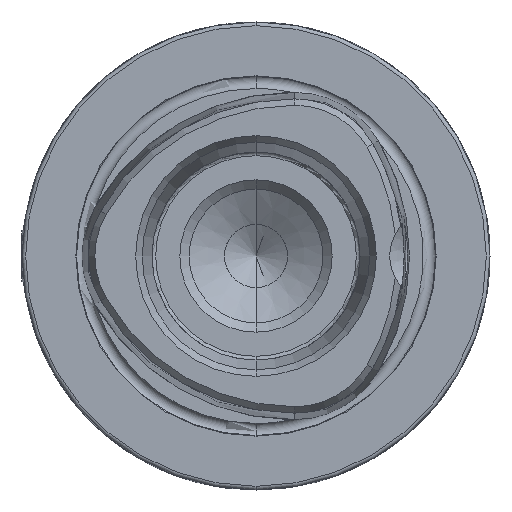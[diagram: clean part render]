
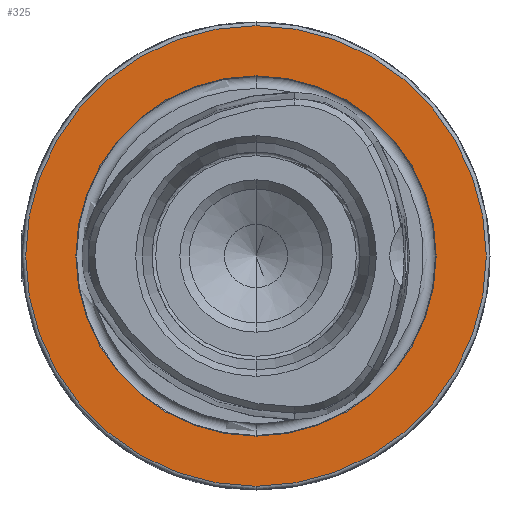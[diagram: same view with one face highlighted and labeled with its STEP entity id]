
A CAD part, left-side view. The second image highlights one B-rep face of the part: STEP entity #325.
In plain terms, the highlighted planar face has unit normal (-1, 0, 0).
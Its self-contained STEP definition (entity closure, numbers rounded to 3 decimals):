
#325 = ADVANCED_FACE ( 'NONE', ( #7932, #4720 ), #7750, .F. ) ;
#534 = VERTEX_POINT ( 'NONE', #929 ) ;
#554 = EDGE_LOOP ( 'NONE', ( #4262, #3458 ) ) ;
#677 = DIRECTION ( 'NONE',  ( 0., 0., 1. ) ) ;
#929 = CARTESIAN_POINT ( 'NONE',  ( 0., 0., 24.25 ) ) ;
#1033 = CARTESIAN_POINT ( 'NONE',  ( 0., 0., 0. ) ) ;
#1500 = CIRCLE ( 'NONE', #4121, 24.25 ) ;
#1560 = DIRECTION ( 'NONE',  ( 1., 0., 0. ) ) ;
#2102 = DIRECTION ( 'NONE',  ( 0., 0., 1. ) ) ;
#2302 = CARTESIAN_POINT ( 'NONE',  ( 0., 0., 31. ) ) ;
#2490 = DIRECTION ( 'NONE',  ( -1., 0., 0. ) ) ;
#2630 = VERTEX_POINT ( 'NONE', #10659 ) ;
#2752 = CARTESIAN_POINT ( 'NONE',  ( 0., 0., -24.25 ) ) ;
#3458 = ORIENTED_EDGE ( 'NONE', *, *, #7899, .T. ) ;
#3587 = CARTESIAN_POINT ( 'NONE',  ( 0., 24.25, 0. ) ) ;
#3987 = ORIENTED_EDGE ( 'NONE', *, *, #5664, .F. ) ;
#4121 = AXIS2_PLACEMENT_3D ( 'NONE', #1033, #10287, #2102 ) ;
#4166 = EDGE_CURVE ( 'NONE', #12971, #2630, #6685, .T. ) ;
#4262 = ORIENTED_EDGE ( 'NONE', *, *, #4166, .T. ) ;
#4720 = FACE_OUTER_BOUND ( 'NONE', #554, .T. ) ;
#4731 = EDGE_CURVE ( 'NONE', #534, #9284, #1500, .T. ) ;
#5664 = EDGE_CURVE ( 'NONE', #9284, #534, #9322, .T. ) ;
#5848 = CARTESIAN_POINT ( 'NONE',  ( 0., 0., 0. ) ) ;
#5856 = AXIS2_PLACEMENT_3D ( 'NONE', #8647, #2490, #9578 ) ;
#5925 = ORIENTED_EDGE ( 'NONE', *, *, #4731, .F. ) ;
#6075 = AXIS2_PLACEMENT_3D ( 'NONE', #10220, #9193, #10309 ) ;
#6685 = CIRCLE ( 'NONE', #9258, 31. ) ;
#6896 = DIRECTION ( 'NONE',  ( -1., 0., 0. ) ) ;
#7384 = EDGE_LOOP ( 'NONE', ( #5925, #3987 ) ) ;
#7750 = PLANE ( 'NONE',  #12169 ) ;
#7899 = EDGE_CURVE ( 'NONE', #2630, #12971, #9706, .T. ) ;
#7932 = FACE_BOUND ( 'NONE', #7384, .T. ) ;
#8647 = CARTESIAN_POINT ( 'NONE',  ( 0., 0., 0. ) ) ;
#9193 = DIRECTION ( 'NONE',  ( -1., 0., 0. ) ) ;
#9258 = AXIS2_PLACEMENT_3D ( 'NONE', #5848, #6896, #677 ) ;
#9284 = VERTEX_POINT ( 'NONE', #2752 ) ;
#9322 = CIRCLE ( 'NONE', #6075, 24.25 ) ;
#9578 = DIRECTION ( 'NONE',  ( 0., 0., 1. ) ) ;
#9706 = CIRCLE ( 'NONE', #5856, 31. ) ;
#10220 = CARTESIAN_POINT ( 'NONE',  ( 0., 0., 0. ) ) ;
#10287 = DIRECTION ( 'NONE',  ( -1., 0., 0. ) ) ;
#10309 = DIRECTION ( 'NONE',  ( 0., 0., 1. ) ) ;
#10656 = DIRECTION ( 'NONE',  ( 0., 0., -1. ) ) ;
#10659 = CARTESIAN_POINT ( 'NONE',  ( 0., 0., -31. ) ) ;
#12169 = AXIS2_PLACEMENT_3D ( 'NONE', #3587, #1560, #10656 ) ;
#12971 = VERTEX_POINT ( 'NONE', #2302 ) ;
